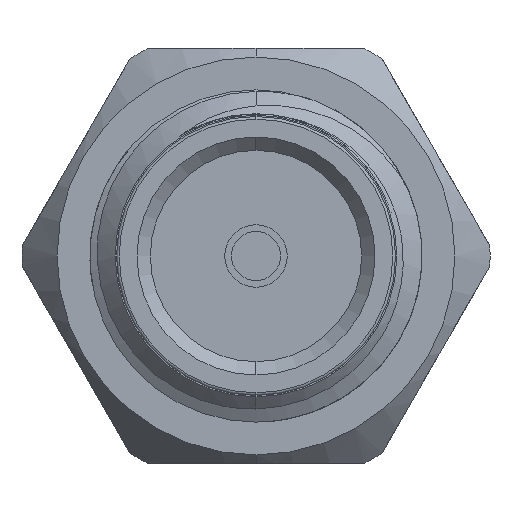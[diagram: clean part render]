
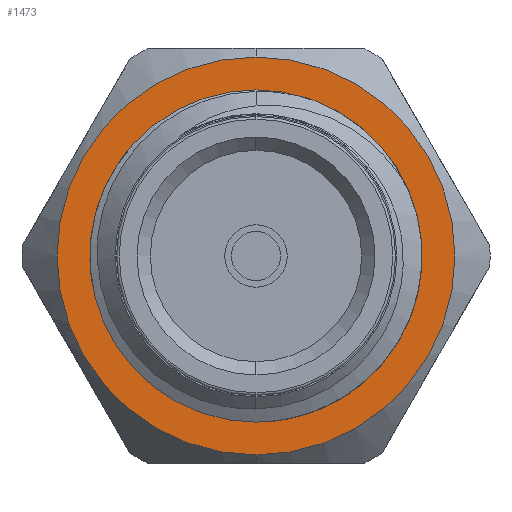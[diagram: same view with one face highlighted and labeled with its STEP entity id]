
A CAD part, left-side view. The second image highlights one B-rep face of the part: STEP entity #1473.
In plain terms, the highlighted planar face has unit normal (-1, 0, 0).
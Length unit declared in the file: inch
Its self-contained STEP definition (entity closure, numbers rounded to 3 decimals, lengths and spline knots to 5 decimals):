
#7 = CARTESIAN_POINT ( 'NONE',  ( 0.32263, 0., 0. ) ) ;
#188 = DIRECTION ( 'NONE',  ( 0., 0., 1. ) ) ;
#247 = CIRCLE ( 'NONE', #1971, 0.14973 ) ;
#264 = EDGE_CURVE ( 'NONE', #2971, #3240, #247, .T. ) ;
#356 = DIRECTION ( 'NONE',  ( -1., 0., 0. ) ) ;
#448 = EDGE_LOOP ( 'NONE', ( #1502, #4022 ) ) ;
#460 = DIRECTION ( 'NONE',  ( 0., 0., 1. ) ) ;
#561 = EDGE_CURVE ( 'NONE', #1054, #1094, #4055, .T. ) ;
#743 = CARTESIAN_POINT ( 'NONE',  ( 0.32263, 0., 0. ) ) ;
#929 = EDGE_CURVE ( 'NONE', #3240, #2971, #4120, .T. ) ;
#981 = CARTESIAN_POINT ( 'NONE',  ( 0.32263, 0.12427, 0. ) ) ;
#1054 = VERTEX_POINT ( 'NONE', #2005 ) ;
#1094 = VERTEX_POINT ( 'NONE', #1308 ) ;
#1143 = EDGE_CURVE ( 'NONE', #1094, #1054, #2558, .T. ) ;
#1153 = DIRECTION ( 'NONE',  ( -1., 0., 0. ) ) ;
#1224 = AXIS2_PLACEMENT_3D ( 'NONE', #3767, #1153, #188 ) ;
#1308 = CARTESIAN_POINT ( 'NONE',  ( 0.32263, 0., 0.12427 ) ) ;
#1332 = DIRECTION ( 'NONE',  ( 0., 0., 1. ) ) ;
#1446 = CARTESIAN_POINT ( 'NONE',  ( 0.32263, 0., 0.14973 ) ) ;
#1473 = ADVANCED_FACE ( 'NONE', ( #1723, #3727 ), #3921, .F. ) ;
#1502 = ORIENTED_EDGE ( 'NONE', *, *, #929, .T. ) ;
#1723 = FACE_BOUND ( 'NONE', #2021, .T. ) ;
#1893 = AXIS2_PLACEMENT_3D ( 'NONE', #743, #2726, #2096 ) ;
#1935 = DIRECTION ( 'NONE',  ( 1., 0., 0. ) ) ;
#1971 = AXIS2_PLACEMENT_3D ( 'NONE', #7, #356, #1332 ) ;
#2005 = CARTESIAN_POINT ( 'NONE',  ( 0.32263, 0., -0.12427 ) ) ;
#2021 = EDGE_LOOP ( 'NONE', ( #2591, #3267 ) ) ;
#2096 = DIRECTION ( 'NONE',  ( 0., 0., 1. ) ) ;
#2244 = DIRECTION ( 'NONE',  ( 0., 0., -1. ) ) ;
#2457 = CARTESIAN_POINT ( 'NONE',  ( 0.32263, 0., 0. ) ) ;
#2558 = CIRCLE ( 'NONE', #1893, 0.12427 ) ;
#2591 = ORIENTED_EDGE ( 'NONE', *, *, #1143, .F. ) ;
#2726 = DIRECTION ( 'NONE',  ( -1., 0., 0. ) ) ;
#2971 = VERTEX_POINT ( 'NONE', #3210 ) ;
#3104 = AXIS2_PLACEMENT_3D ( 'NONE', #981, #1935, #2244 ) ;
#3210 = CARTESIAN_POINT ( 'NONE',  ( 0.32263, 0., -0.14973 ) ) ;
#3240 = VERTEX_POINT ( 'NONE', #1446 ) ;
#3267 = ORIENTED_EDGE ( 'NONE', *, *, #561, .F. ) ;
#3354 = AXIS2_PLACEMENT_3D ( 'NONE', #2457, #3421, #460 ) ;
#3421 = DIRECTION ( 'NONE',  ( -1., 0., 0. ) ) ;
#3727 = FACE_OUTER_BOUND ( 'NONE', #448, .T. ) ;
#3767 = CARTESIAN_POINT ( 'NONE',  ( 0.32263, 0., 0. ) ) ;
#3921 = PLANE ( 'NONE',  #3104 ) ;
#4022 = ORIENTED_EDGE ( 'NONE', *, *, #264, .T. ) ;
#4055 = CIRCLE ( 'NONE', #3354, 0.12427 ) ;
#4120 = CIRCLE ( 'NONE', #1224, 0.14973 ) ;
